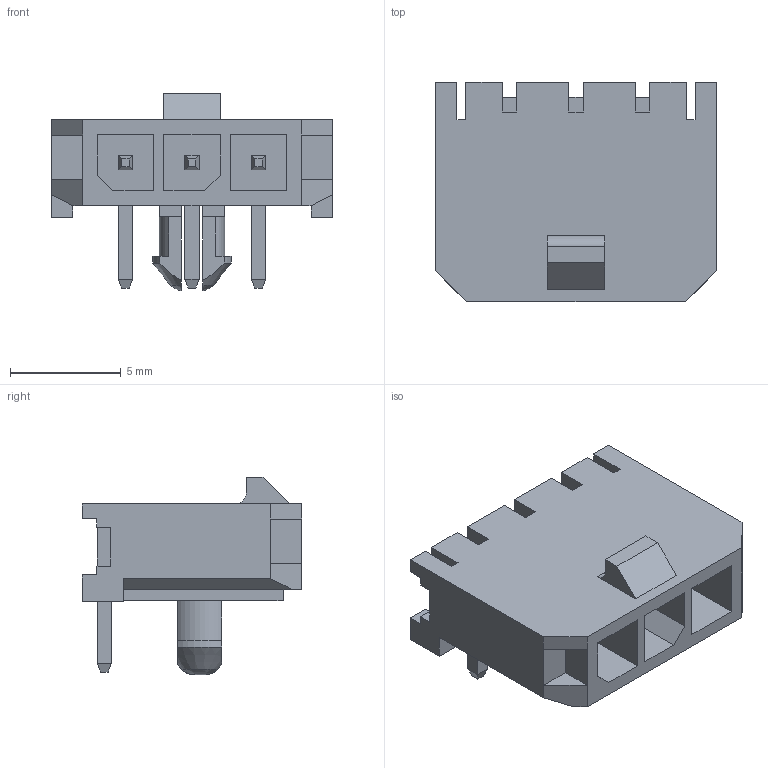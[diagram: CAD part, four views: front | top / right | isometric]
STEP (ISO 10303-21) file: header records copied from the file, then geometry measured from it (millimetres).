
FILE_DESCRIPTION(('FreeCAD Model'),'2;1');
FILE_NAME('Fusion.step', '2017-02-22T15:28:14',('kicad StepUp'),('ksu MCAD'), 'Open CASCADE STEP processor 6.8','FreeCAD','Unknown');
FILE_SCHEMA(('AUTOMOTIVE_DESIGN_CC2 { 1 2 10303 214 -1 1 5 4 }'));
Length unit declared in the file: millimetre
Products named in the file (1): Fusion
Bounding box: 12.65 x 9.9 x 8.9 mm (x, y, z)
Volume: 334 mm3; surface area: 801.9 mm2
Topology: 2 solids, 2 shells, 235 faces, 612 edges, 388 vertices
Faces by surface type: plane 226, cylinder 5, cone 2, bspline 2
Entity records: 7102 total; most frequent: CARTESIAN_POINT 1358, ORIENTED_EDGE 1224, DIRECTION 1084, EDGE_CURVE 612, LINE 588, VECTOR 588, VERTEX_POINT 388, AXIS2_PLACEMENT_3D 248
